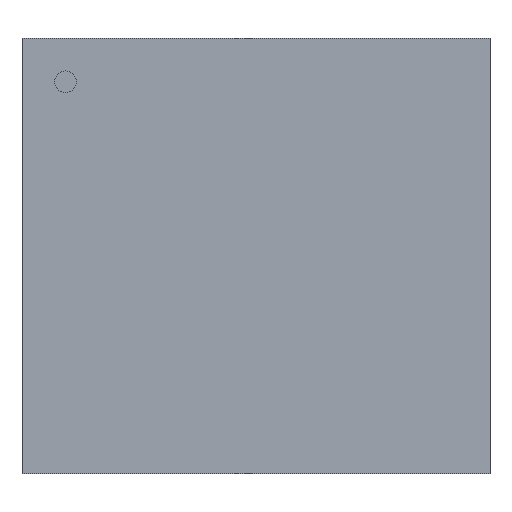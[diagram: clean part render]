
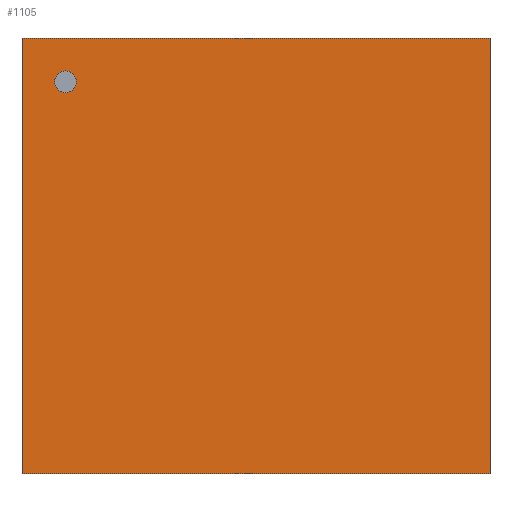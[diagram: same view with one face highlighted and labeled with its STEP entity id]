
A CAD part, top view. The second image highlights one B-rep face of the part: STEP entity #1105.
In plain terms, the highlighted planar face has unit normal (0, 0, 1).
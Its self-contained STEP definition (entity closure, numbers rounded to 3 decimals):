
#881=CARTESIAN_POINT('',(2.184,-2.032,0.584));
#880=VERTEX_POINT('',#881);
#891=CARTESIAN_POINT('',(-2.184,-2.032,0.584));
#890=VERTEX_POINT('',#891);
#889=EDGE_CURVE('',#890,#880,#894,.T.);
#894=LINE('',#891,#896);
#896=VECTOR('',#897,4.369);
#897=DIRECTION('',(1.0,0.0,0.0));
#930=CARTESIAN_POINT('',(2.184,2.032,0.584));
#929=VERTEX_POINT('',#930);
#938=EDGE_CURVE('',#880,#929,#943,.T.);
#943=LINE('',#881,#945);
#945=VECTOR('',#946,4.064);
#946=DIRECTION('',(0.0,1.0,0.0));
#979=CARTESIAN_POINT('',(-2.184,2.032,0.584));
#978=VERTEX_POINT('',#979);
#987=EDGE_CURVE('',#929,#978,#992,.T.);
#992=LINE('',#930,#994);
#994=VECTOR('',#995,4.369);
#995=DIRECTION('',(-1.0,0.0,0.0));
#1036=EDGE_CURVE('',#978,#890,#1041,.T.);
#1041=LINE('',#979,#1043);
#1043=VECTOR('',#1044,4.064);
#1044=DIRECTION('',(0.0,-1.0,0.0));
#1105=ADVANCED_FACE('',(#1111),#1106,.T.);
#1106=PLANE('',#1107);
#1107=AXIS2_PLACEMENT_3D('',#1108,#1109,#1110);
#1108=CARTESIAN_POINT('',(-2.184,-2.032,0.584));
#1109=DIRECTION('',(0.0,0.0,1.0));
#1110=DIRECTION('',(0.,1.,0.));
#1111=FACE_OUTER_BOUND('',#1112,.T.);
#1112=EDGE_LOOP('',(#1113,#1123,#1133,#1143));
#1113=ORIENTED_EDGE('',*,*,#889,.T.);
#1123=ORIENTED_EDGE('',*,*,#938,.T.);
#1133=ORIENTED_EDGE('',*,*,#987,.T.);
#1143=ORIENTED_EDGE('',*,*,#1036,.T.);
